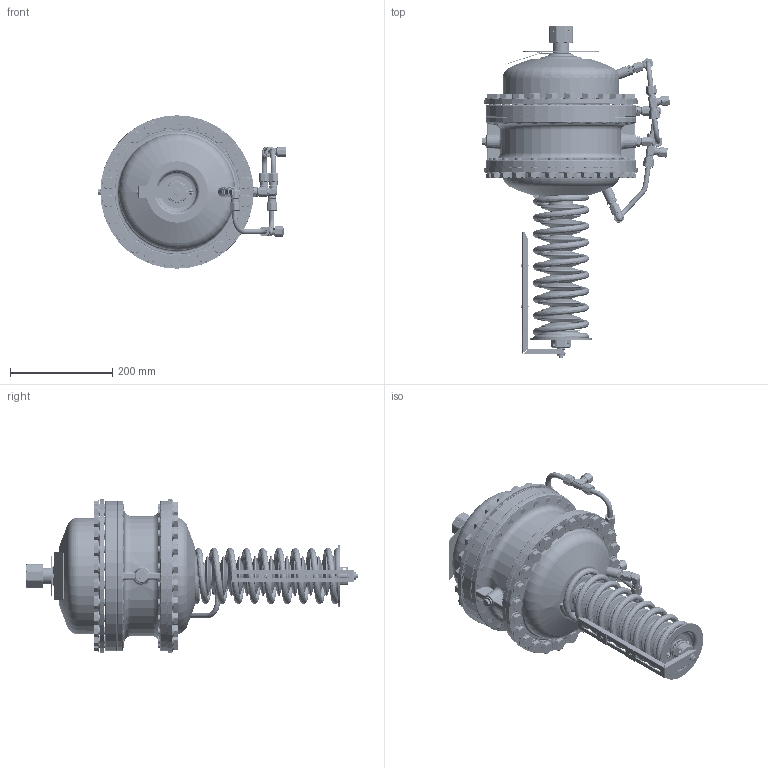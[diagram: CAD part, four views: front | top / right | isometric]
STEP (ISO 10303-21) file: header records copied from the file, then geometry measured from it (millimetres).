
FILE_DESCRIPTION((''),'2;1');
FILE_NAME('003G5621_AFP2_PN40_640CM2_ASM','2024-03-25T13:42:25',('U384264'),('Danfoss'),'CREO PARAMETRIC BY PTC INC, 2022124','CREO PARAMETRIC BY PTC INC, 2022124','');
FILE_SCHEMA(('CONFIG_CONTROL_DESIGN'));
Length unit declared in the file: millimetre
Products named in the file (57): AFP_640_SKEL; 88670150_HOUSING320_PN40_MINUS_AF0; 88673400_TUBE_FI38X10X62_MINUS_AF0; 88671680_PRESSURE_CONNECTOR_6MM; WELD_PRESS_CON_6MM; WELD_320_6MM_INST_AF0; WELD_320_6MM_2_INST_AF0; 88671550_COVER320_PN40_MINUS_ASM; 88670520_PA_MIDDL_WALL_320_PN40; 88670420_PA_MIDDLE_HOUSING_PN40; 88670140_HOUSING320_PN40_IPLUS_AF0; 88671680_PRESSURE_CONNECTOR_6MM_AF0; 88673410_TUBE_FI38X10X33_AF0; WELD_320_6MM_INST; WELD_320_6MM_2_INST; WELD_PRESS_CON_6MM_AF0; 88671540_COVER320_PN40_PLUS_ASM; 88671700_GUIDING_BUSH_PA; GUIDING_BUSH_ASM; 88671040_SETTING_SPINDLE_PA; 51817250; 88670600_CONNECTING_NUT_G1_1_4; 5221571; 55511011; 88630290; 5454051; WALTER_CONNECTION; WALTER_PROFILE_RING; WALTER_CONNECTION_NUT; 8863078_ASM; 88630650_TUBE_CONN_2_0_DA_ASM; 88673720_GASKET_PA_320_PN40; 188610240; FLAT_WASHER_DIN433_M14X2_5; 51817230; HEX_SCREW_DIN931_M14X50; 88670300_SPRING_HOLDER_PA; 88673110_SPRING_COMPRESSION_RED_AF0; 5521168; 88670800_SETTING_NUT_IPA ...
Assembly tree (178 placements, depth 4):
  003G5621_AFP2_PN40_640CM2_ASM
    AFP_640_SKEL
    88671550_COVER320_PN40_MINUS_ASM
      88670150_HOUSING320_PN40_MINUS_AF0
      88673400_TUBE_FI38X10X62_MINUS_AF0
      88671680_PRESSURE_CONNECTOR_6MM
      WELD_PRESS_CON_6MM
      WELD_320_6MM_INST_AF0
      WELD_320_6MM_2_INST_AF0
    88670520_PA_MIDDL_WALL_320_PN40
    88670420_PA_MIDDLE_HOUSING_PN40
    88671540_COVER320_PN40_PLUS_ASM
      88670140_HOUSING320_PN40_IPLUS_AF0
      88671680_PRESSURE_CONNECTOR_6MM_AF0
      88673410_TUBE_FI38X10X33_AF0
      WELD_320_6MM_INST
      WELD_320_6MM_2_INST
      WELD_PRESS_CON_6MM_AF0
    GUIDING_BUSH_ASM
      88671700_GUIDING_BUSH_PA
    88671040_SETTING_SPINDLE_PA
    51817250
    88670600_CONNECTING_NUT_G1_1_4
    5221571
    55511011
    88630290
    5454051  x5
    88630650_TUBE_CONN_2_0_DA_ASM  x4
      8863078_ASM
        WALTER_CONNECTION
        WALTER_PROFILE_RING
        WALTER_CONNECTION_NUT
    88673720_GASKET_PA_320_PN40  x5
    188610240
    FLAT_WASHER_DIN433_M14X2_5  x48
    51817230  x24
    HEX_SCREW_DIN931_M14X50  x24
    88670300_SPRING_HOLDER_PA
    88673110_SPRING_COMPRESSION_RED_AF0
    5521168
    88670800_SETTING_NUT_IPA
    8867345_SCALE_HOLDER_PA
    8867348_SETTING_SCALE_PA  x2
    88673470_SQUARE_NUT_HOLDER_PA  x2
    51817260_SCREW_BN33  x2
    88673820
    88673810_LABEL_PLATE_PA
    88674300_RUBBER_BELLOW_AF0
    56722030_ASM  x4
      PRIKLJUCEK_KOLENO
      WALTER_PROFILE_RING
      WALTER_CONNECTION_NUT
    88674330_CONNECTING_TUBE_PLUS  x3
    56722107_T_WALTER_P_TV_10_10_10_ASM  x2
      56722107_T_WALTER_P_TV_10_10_10
      WALTER_PROFILE_RING
      WALTER_CONNECTION_NUT
    88674340_CONNECTION_TUBE_MINUS
    51917189_NUT_M16_08_ISO4032  x2
    88670640_DISASSEMBLY_BRACKET_PA
Bounding box: 367.87 x 649.3 x 300 mm (x, y, z)
Volume: 5441785.1 mm3; surface area: 2025487.1 mm2
Topology: 205 solids, 348 shells, 7193 faces, 17116 edges, 10442 vertices
Faces by surface type: cylinder 2753, plane 1814, cone 1392, torus 633, bspline 485, sphere 68, extrusion 48
Entity records: 135217 total; most frequent: CARTESIAN_POINT 65262, DIRECTION 15168, ORIENTED_EDGE 13704, EDGE_CURVE 7002, AXIS2_PLACEMENT_3D 6473, VERTEX_POINT 4245, CIRCLE 3480, EDGE_LOOP 3393
